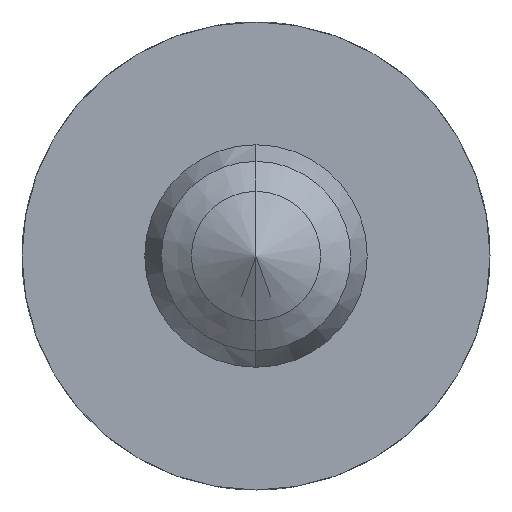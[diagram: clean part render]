
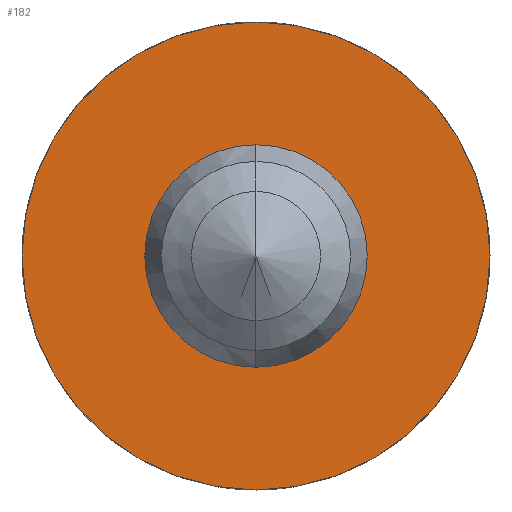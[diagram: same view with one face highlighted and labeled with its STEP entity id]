
A CAD part, left-side view. The second image highlights one B-rep face of the part: STEP entity #182.
In plain terms, the highlighted planar face has unit normal (-1, 0, 0).
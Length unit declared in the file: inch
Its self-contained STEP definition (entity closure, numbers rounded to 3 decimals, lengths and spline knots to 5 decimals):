
#1 = CARTESIAN_POINT ( 'NONE',  ( 0.24689, 0., 0. ) ) ;
#42 = VERTEX_POINT ( 'NONE', #363 ) ;
#44 = EDGE_CURVE ( 'NONE', #53, #42, #166, .T. ) ;
#53 = VERTEX_POINT ( 'NONE', #407 ) ;
#59 = EDGE_CURVE ( 'NONE', #67, #68, #405, .T. ) ;
#62 = DIRECTION ( 'NONE',  ( 1., 0., 0. ) ) ;
#67 = VERTEX_POINT ( 'NONE', #503 ) ;
#68 = VERTEX_POINT ( 'NONE', #502 ) ;
#165 = AXIS2_PLACEMENT_3D ( 'NONE', #1, #62, #400 ) ;
#166 = CIRCLE ( 'NONE', #165, 0.0775 ) ;
#182 = ADVANCED_FACE ( 'NONE', ( #519, #518 ), #631, .F. ) ;
#183 = EDGE_LOOP ( 'NONE', ( #184, #185 ) ) ;
#184 = ORIENTED_EDGE ( 'NONE', *, *, #59, .F. ) ;
#185 = ORIENTED_EDGE ( 'NONE', *, *, #294, .F. ) ;
#186 = EDGE_LOOP ( 'NONE', ( #187, #188 ) ) ;
#187 = ORIENTED_EDGE ( 'NONE', *, *, #44, .T. ) ;
#188 = ORIENTED_EDGE ( 'NONE', *, *, #189, .T. ) ;
#189 = EDGE_CURVE ( 'NONE', #42, #53, #768, .T. ) ;
#294 = EDGE_CURVE ( 'NONE', #68, #67, #783, .T. ) ;
#363 = CARTESIAN_POINT ( 'NONE',  ( 0.24689, 0., 0.0775 ) ) ;
#400 = DIRECTION ( 'NONE',  ( 0., 0., -1. ) ) ;
#405 = CIRCLE ( 'NONE', #465, 0.163 ) ;
#406 = CARTESIAN_POINT ( 'NONE',  ( 0.24689, 0., 0. ) ) ;
#407 = CARTESIAN_POINT ( 'NONE',  ( 0.24689, 0., -0.0775 ) ) ;
#463 = DIRECTION ( 'NONE',  ( 0., 0., -1. ) ) ;
#464 = DIRECTION ( 'NONE',  ( 1., 0., 0. ) ) ;
#465 = AXIS2_PLACEMENT_3D ( 'NONE', #406, #464, #463 ) ;
#502 = CARTESIAN_POINT ( 'NONE',  ( 0.24689, 0., 0.163 ) ) ;
#503 = CARTESIAN_POINT ( 'NONE',  ( 0.24689, 0., -0.163 ) ) ;
#518 = FACE_BOUND ( 'NONE', #186, .T. ) ;
#519 = FACE_OUTER_BOUND ( 'NONE', #183, .T. ) ;
#631 = PLANE ( 'NONE',  #659 ) ;
#659 = AXIS2_PLACEMENT_3D ( 'NONE', #661, #660, #769 ) ;
#660 = DIRECTION ( 'NONE',  ( 1., 0., 0. ) ) ;
#661 = CARTESIAN_POINT ( 'NONE',  ( 0.24689, 0., 0.163 ) ) ;
#745 = DIRECTION ( 'NONE',  ( 0., 0., -1. ) ) ;
#746 = DIRECTION ( 'NONE',  ( 1., 0., 0. ) ) ;
#747 = CARTESIAN_POINT ( 'NONE',  ( 0.24689, 0., 0. ) ) ;
#748 = AXIS2_PLACEMENT_3D ( 'NONE', #747, #746, #745 ) ;
#768 = CIRCLE ( 'NONE', #748, 0.0775 ) ;
#769 = DIRECTION ( 'NONE',  ( 0., 0., -1. ) ) ;
#780 = DIRECTION ( 'NONE',  ( 0., 0., -1. ) ) ;
#781 = DIRECTION ( 'NONE',  ( 1., 0., 0. ) ) ;
#782 = AXIS2_PLACEMENT_3D ( 'NONE', #788, #781, #780 ) ;
#783 = CIRCLE ( 'NONE', #782, 0.163 ) ;
#788 = CARTESIAN_POINT ( 'NONE',  ( 0.24689, 0., 0. ) ) ;
